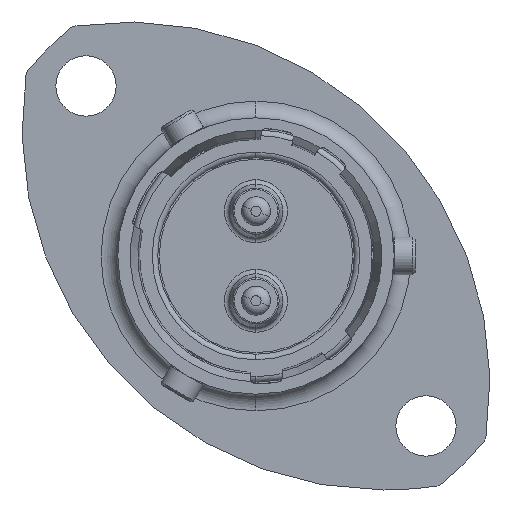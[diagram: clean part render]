
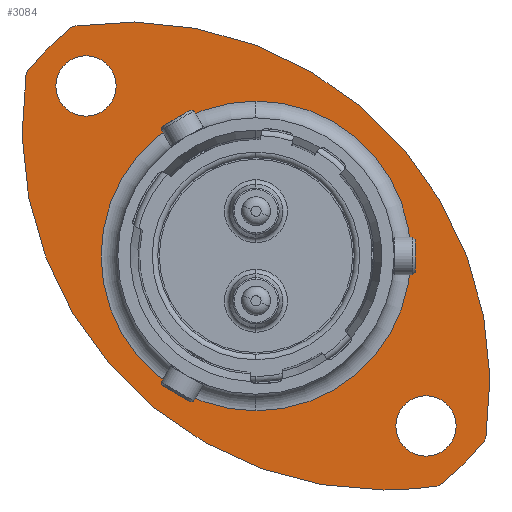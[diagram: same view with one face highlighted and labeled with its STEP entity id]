
A CAD part, left-side view. The second image highlights one B-rep face of the part: STEP entity #3084.
In plain terms, the highlighted planar face has unit normal (-1, 0, 0).
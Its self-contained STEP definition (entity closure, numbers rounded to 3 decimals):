
#177 = AXIS2_PLACEMENT_3D ( 'NONE', #3445, #2214, #6650 ) ;
#198 = CIRCLE ( 'NONE', #7613, 19.5 ) ;
#315 = DIRECTION ( 'NONE',  ( -1., 0., 0. ) ) ;
#383 = AXIS2_PLACEMENT_3D ( 'NONE', #12024, #11976, #4468 ) ;
#430 = CARTESIAN_POINT ( 'NONE',  ( 15.98, 0., 0. ) ) ;
#908 = EDGE_CURVE ( 'NONE', #4934, #10231, #3354, .T. ) ;
#1012 = VERTEX_POINT ( 'NONE', #12778 ) ;
#1039 = CARTESIAN_POINT ( 'NONE',  ( 15.98, -6.894, 6.894 ) ) ;
#1298 = FACE_BOUND ( 'NONE', #9806, .T. ) ;
#1433 = EDGE_LOOP ( 'NONE', ( #2467, #10925, #2689, #6331, #8786 ) ) ;
#1757 = PLANE ( 'NONE',  #13215 ) ;
#1786 = FACE_BOUND ( 'NONE', #9687, .T. ) ;
#1812 = DIRECTION ( 'NONE',  ( -1., 0., 0. ) ) ;
#2214 = DIRECTION ( 'NONE',  ( -1., 0., 0. ) ) ;
#2413 = CARTESIAN_POINT ( 'NONE',  ( 15.98, 6.894, -6.894 ) ) ;
#2467 = ORIENTED_EDGE ( 'NONE', *, *, #11721, .T. ) ;
#2599 = ORIENTED_EDGE ( 'NONE', *, *, #9495, .F. ) ;
#2689 = ORIENTED_EDGE ( 'NONE', *, *, #11681, .T. ) ;
#2750 = AXIS2_PLACEMENT_3D ( 'NONE', #13789, #7452, #9428 ) ;
#3084 = ADVANCED_FACE ( 'NONE', ( #7599, #1298, #1786, #3488 ), #1757, .F. ) ;
#3338 = CARTESIAN_POINT ( 'NONE',  ( 15.98, 0., 0. ) ) ;
#3354 = CIRCLE ( 'NONE', #8190, 1.625 ) ;
#3445 = CARTESIAN_POINT ( 'NONE',  ( 15.98, 0., 0. ) ) ;
#3488 = FACE_OUTER_BOUND ( 'NONE', #1433, .T. ) ;
#3571 = CARTESIAN_POINT ( 'NONE',  ( 15.98, 0., 8.345 ) ) ;
#3738 = CARTESIAN_POINT ( 'NONE',  ( 15.98, 9.157, 10.782 ) ) ;
#3774 = VERTEX_POINT ( 'NONE', #11789 ) ;
#3788 = AXIS2_PLACEMENT_3D ( 'NONE', #3338, #4454, #5553 ) ;
#3988 = CARTESIAN_POINT ( 'NONE',  ( 15.98, 9.157, 9.157 ) ) ;
#4267 = DIRECTION ( 'NONE',  ( 0., 0., -1. ) ) ;
#4370 = CARTESIAN_POINT ( 'NONE',  ( 15.98, -9.157, -7.532 ) ) ;
#4412 = EDGE_CURVE ( 'NONE', #10231, #4934, #5316, .T. ) ;
#4454 = DIRECTION ( 'NONE',  ( 1., 0., 0. ) ) ;
#4468 = DIRECTION ( 'NONE',  ( 0., 0., -1. ) ) ;
#4493 = CARTESIAN_POINT ( 'NONE',  ( 15.98, 9.157, 9.157 ) ) ;
#4495 = CARTESIAN_POINT ( 'NONE',  ( 15.98, 0., 0. ) ) ;
#4631 = CIRCLE ( 'NONE', #7091, 1.625 ) ;
#4643 = DIRECTION ( 'NONE',  ( -1., 0., 0. ) ) ;
#4706 = CARTESIAN_POINT ( 'NONE',  ( 15.98, -9.157, -10.782 ) ) ;
#4863 = CARTESIAN_POINT ( 'NONE',  ( 15.98, 0., -8.345 ) ) ;
#4934 = VERTEX_POINT ( 'NONE', #13583 ) ;
#5147 = VERTEX_POINT ( 'NONE', #6345 ) ;
#5207 = CARTESIAN_POINT ( 'NONE',  ( 15.98, -9.157, -9.157 ) ) ;
#5212 = VERTEX_POINT ( 'NONE', #4706 ) ;
#5316 = CIRCLE ( 'NONE', #6144, 1.625 ) ;
#5328 = CARTESIAN_POINT ( 'NONE',  ( 15.98, 9.858, 12.379 ) ) ;
#5367 = EDGE_CURVE ( 'NONE', #5147, #9988, #198, .T. ) ;
#5454 = VERTEX_POINT ( 'NONE', #3571 ) ;
#5553 = DIRECTION ( 'NONE',  ( 0., 0., -1. ) ) ;
#5631 = CIRCLE ( 'NONE', #383, 19.5 ) ;
#5670 = DIRECTION ( 'NONE',  ( 0., 0., -1. ) ) ;
#5725 = ORIENTED_EDGE ( 'NONE', *, *, #4412, .F. ) ;
#6144 = AXIS2_PLACEMENT_3D ( 'NONE', #4493, #4643, #8790 ) ;
#6171 = ORIENTED_EDGE ( 'NONE', *, *, #13189, .T. ) ;
#6209 = DIRECTION ( 'NONE',  ( 0., 0., -1. ) ) ;
#6230 = CIRCLE ( 'NONE', #10645, 8.345 ) ;
#6331 = ORIENTED_EDGE ( 'NONE', *, *, #5367, .T. ) ;
#6345 = CARTESIAN_POINT ( 'NONE',  ( 15.98, -12.379, -9.858 ) ) ;
#6641 = CIRCLE ( 'NONE', #177, 15.825 ) ;
#6650 = DIRECTION ( 'NONE',  ( 0., 0., 1. ) ) ;
#6688 = DIRECTION ( 'NONE',  ( 1., 0., 0. ) ) ;
#6725 = ORIENTED_EDGE ( 'NONE', *, *, #7711, .F. ) ;
#7060 = DIRECTION ( 'NONE',  ( 0., 0., -1. ) ) ;
#7091 = AXIS2_PLACEMENT_3D ( 'NONE', #5207, #1812, #6209 ) ;
#7150 = EDGE_CURVE ( 'NONE', #3774, #1012, #8861, .T. ) ;
#7236 = DIRECTION ( 'NONE',  ( -1., 0., 0. ) ) ;
#7438 = EDGE_CURVE ( 'NONE', #11351, #5454, #10019, .T. ) ;
#7452 = DIRECTION ( 'NONE',  ( -1., 0., 0. ) ) ;
#7599 = FACE_BOUND ( 'NONE', #9854, .T. ) ;
#7613 = AXIS2_PLACEMENT_3D ( 'NONE', #2413, #315, #5670 ) ;
#7662 = CIRCLE ( 'NONE', #8364, 15.825 ) ;
#7711 = EDGE_CURVE ( 'NONE', #5212, #13273, #4631, .T. ) ;
#7742 = ORIENTED_EDGE ( 'NONE', *, *, #908, .F. ) ;
#8190 = AXIS2_PLACEMENT_3D ( 'NONE', #3988, #7236, #10436 ) ;
#8241 = EDGE_CURVE ( 'NONE', #9988, #9552, #7662, .T. ) ;
#8364 = AXIS2_PLACEMENT_3D ( 'NONE', #430, #12101, #8963 ) ;
#8786 = ORIENTED_EDGE ( 'NONE', *, *, #8241, .T. ) ;
#8790 = DIRECTION ( 'NONE',  ( 0., 0., -1. ) ) ;
#8861 = CIRCLE ( 'NONE', #13110, 19.5 ) ;
#8963 = DIRECTION ( 'NONE',  ( 0., 0., 1. ) ) ;
#9428 = DIRECTION ( 'NONE',  ( 0., 0., -1. ) ) ;
#9495 = EDGE_CURVE ( 'NONE', #13273, #5212, #10401, .T. ) ;
#9552 = VERTEX_POINT ( 'NONE', #11902 ) ;
#9687 = EDGE_LOOP ( 'NONE', ( #6725, #2599 ) ) ;
#9806 = EDGE_LOOP ( 'NONE', ( #7742, #5725 ) ) ;
#9854 = EDGE_LOOP ( 'NONE', ( #13722, #6171 ) ) ;
#9988 = VERTEX_POINT ( 'NONE', #5328 ) ;
#10019 = CIRCLE ( 'NONE', #3788, 8.345 ) ;
#10231 = VERTEX_POINT ( 'NONE', #3738 ) ;
#10317 = CARTESIAN_POINT ( 'NONE',  ( 15.98, 7.445, 0. ) ) ;
#10401 = CIRCLE ( 'NONE', #2750, 1.625 ) ;
#10436 = DIRECTION ( 'NONE',  ( 0., 0., -1. ) ) ;
#10645 = AXIS2_PLACEMENT_3D ( 'NONE', #4495, #6688, #13085 ) ;
#10925 = ORIENTED_EDGE ( 'NONE', *, *, #7150, .T. ) ;
#11351 = VERTEX_POINT ( 'NONE', #4863 ) ;
#11681 = EDGE_CURVE ( 'NONE', #1012, #5147, #6641, .T. ) ;
#11721 = EDGE_CURVE ( 'NONE', #9552, #3774, #5631, .T. ) ;
#11789 = CARTESIAN_POINT ( 'NONE',  ( 15.98, -6.894, -12.606 ) ) ;
#11902 = CARTESIAN_POINT ( 'NONE',  ( 15.98, 12.379, 9.858 ) ) ;
#11976 = DIRECTION ( 'NONE',  ( -1., 0., 0. ) ) ;
#12024 = CARTESIAN_POINT ( 'NONE',  ( 15.98, -6.894, 6.894 ) ) ;
#12101 = DIRECTION ( 'NONE',  ( -1., 0., 0. ) ) ;
#12510 = DIRECTION ( 'NONE',  ( 1., 0., 0. ) ) ;
#12778 = CARTESIAN_POINT ( 'NONE',  ( 15.98, -9.858, -12.379 ) ) ;
#13085 = DIRECTION ( 'NONE',  ( 0., 0., -1. ) ) ;
#13110 = AXIS2_PLACEMENT_3D ( 'NONE', #1039, #13747, #4267 ) ;
#13189 = EDGE_CURVE ( 'NONE', #5454, #11351, #6230, .T. ) ;
#13215 = AXIS2_PLACEMENT_3D ( 'NONE', #10317, #12510, #7060 ) ;
#13273 = VERTEX_POINT ( 'NONE', #4370 ) ;
#13583 = CARTESIAN_POINT ( 'NONE',  ( 15.98, 9.157, 7.532 ) ) ;
#13722 = ORIENTED_EDGE ( 'NONE', *, *, #7438, .T. ) ;
#13747 = DIRECTION ( 'NONE',  ( -1., 0., 0. ) ) ;
#13789 = CARTESIAN_POINT ( 'NONE',  ( 15.98, -9.157, -9.157 ) ) ;
